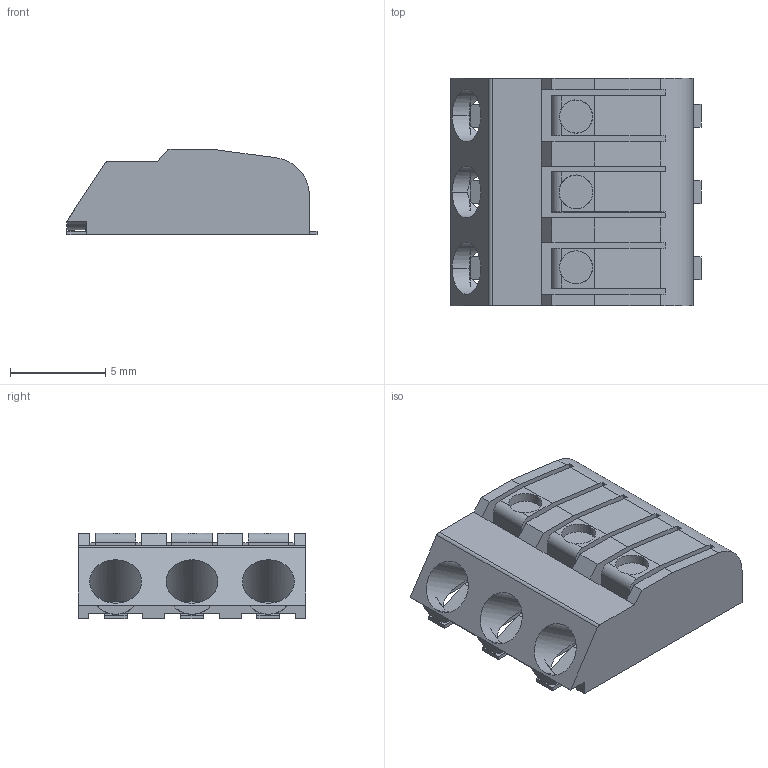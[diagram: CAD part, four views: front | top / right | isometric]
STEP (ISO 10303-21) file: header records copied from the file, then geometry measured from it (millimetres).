
FILE_DESCRIPTION (( 'STEP AP214' ), '1' );
FILE_NAME ('CONN-SMD_2060-453.step', '2022-08-01T03:43:54', ( '' ), ( '' ), 'SwSTEP 2.0', 'SolidWorks 2020', '' );
FILE_SCHEMA (( 'AUTOMOTIVE_DESIGN' ));
Length unit declared in the file: millimetre
Products named in the file (1): CONN-SMD_2060-453
Bounding box: 13.1 x 11.9 x 4.5 mm (x, y, z)
Volume: 457.5 mm3; surface area: 732.5 mm2
Topology: 14 solids, 14 shells, 436 faces, 1195 edges, 794 vertices
Faces by surface type: plane 302, bspline 114, cylinder 20
Entity records: 18399 total; most frequent: CARTESIAN_POINT 4912, ORIENTED_EDGE 2390, DIRECTION 1621, EDGE_CURVE 1195, VECTOR 875, LINE 875, VERTEX_POINT 794, EDGE_LOOP 461
